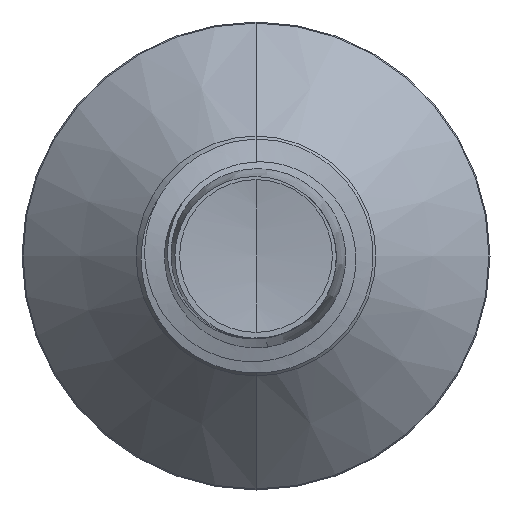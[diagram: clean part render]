
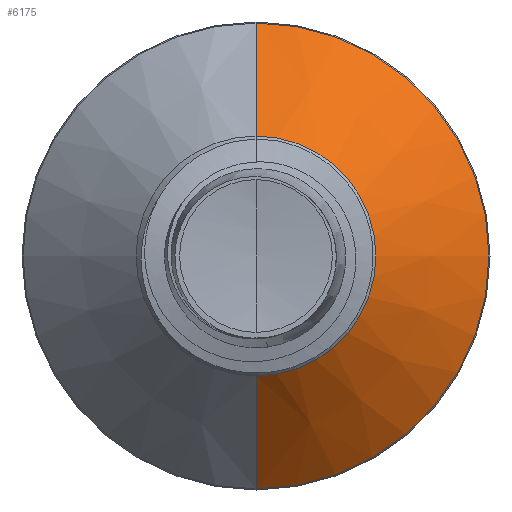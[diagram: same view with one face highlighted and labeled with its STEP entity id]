
A CAD part, front view. The second image highlights one B-rep face of the part: STEP entity #6175.
In plain terms, the highlighted conical face has half-angle 45 degrees and reference radius 2.563 mm.
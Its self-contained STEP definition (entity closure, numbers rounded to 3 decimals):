
#108 = CARTESIAN_POINT ( 'NONE',  ( 0., 4.228, -4.978 ) ) ;
#386 = ORIENTED_EDGE ( 'NONE', *, *, #438, .F. ) ;
#438 = EDGE_CURVE ( 'NONE', #6951, #5926, #3267, .T. ) ;
#660 = CIRCLE ( 'NONE', #7082, 2.563 ) ;
#726 = ORIENTED_EDGE ( 'NONE', *, *, #7146, .F. ) ;
#837 = EDGE_CURVE ( 'NONE', #3935, #6272, #660, .T. ) ;
#1635 = DIRECTION ( 'NONE',  ( 0., 0.707, 0.707 ) ) ;
#1668 = DIRECTION ( 'NONE',  ( 0., 0., 1. ) ) ;
#1674 = DIRECTION ( 'NONE',  ( 0., 1., 0. ) ) ;
#1682 = CARTESIAN_POINT ( 'NONE',  ( 0., 4.228, 0. ) ) ;
#2094 = AXIS2_PLACEMENT_3D ( 'NONE', #6340, #7172, #2203 ) ;
#2203 = DIRECTION ( 'NONE',  ( 0., 0., 1. ) ) ;
#2276 = CARTESIAN_POINT ( 'NONE',  ( 0., 1.813, 2.563 ) ) ;
#2489 = CARTESIAN_POINT ( 'NONE',  ( 0., 1.813, 2.563 ) ) ;
#2896 = EDGE_LOOP ( 'NONE', ( #3022, #6558, #386, #726 ) ) ;
#3022 = ORIENTED_EDGE ( 'NONE', *, *, #837, .T. ) ;
#3267 = CIRCLE ( 'NONE', #7280, 4.978 ) ;
#3668 = LINE ( 'NONE', #4819, #9871 ) ;
#3935 = VERTEX_POINT ( 'NONE', #2276 ) ;
#4478 = LINE ( 'NONE', #2489, #5245 ) ;
#4819 = CARTESIAN_POINT ( 'NONE',  ( 0., 1.813, -2.563 ) ) ;
#5245 = VECTOR ( 'NONE', #1635, 1000. ) ;
#5496 = CONICAL_SURFACE ( 'NONE', #2094, 2.563, 0.785 ) ;
#5578 = CARTESIAN_POINT ( 'NONE',  ( 0., 1.813, -2.563 ) ) ;
#5926 = VERTEX_POINT ( 'NONE', #108 ) ;
#6175 = ADVANCED_FACE ( 'NONE', ( #10012 ), #5496, .T. ) ;
#6272 = VERTEX_POINT ( 'NONE', #5578 ) ;
#6340 = CARTESIAN_POINT ( 'NONE',  ( 0., 1.813, 0. ) ) ;
#6558 = ORIENTED_EDGE ( 'NONE', *, *, #10656, .T. ) ;
#6951 = VERTEX_POINT ( 'NONE', #7998 ) ;
#7082 = AXIS2_PLACEMENT_3D ( 'NONE', #10188, #8008, #8994 ) ;
#7146 = EDGE_CURVE ( 'NONE', #3935, #6951, #4478, .T. ) ;
#7172 = DIRECTION ( 'NONE',  ( 0., 1., 0. ) ) ;
#7280 = AXIS2_PLACEMENT_3D ( 'NONE', #1682, #1674, #1668 ) ;
#7998 = CARTESIAN_POINT ( 'NONE',  ( 0., 4.228, 4.978 ) ) ;
#8008 = DIRECTION ( 'NONE',  ( 0., 1., 0. ) ) ;
#8994 = DIRECTION ( 'NONE',  ( 0., 0., 1. ) ) ;
#9674 = DIRECTION ( 'NONE',  ( 0., 0.707, -0.707 ) ) ;
#9871 = VECTOR ( 'NONE', #9674, 1000. ) ;
#10012 = FACE_OUTER_BOUND ( 'NONE', #2896, .T. ) ;
#10188 = CARTESIAN_POINT ( 'NONE',  ( 0., 1.813, 0. ) ) ;
#10656 = EDGE_CURVE ( 'NONE', #6272, #5926, #3668, .T. ) ;
